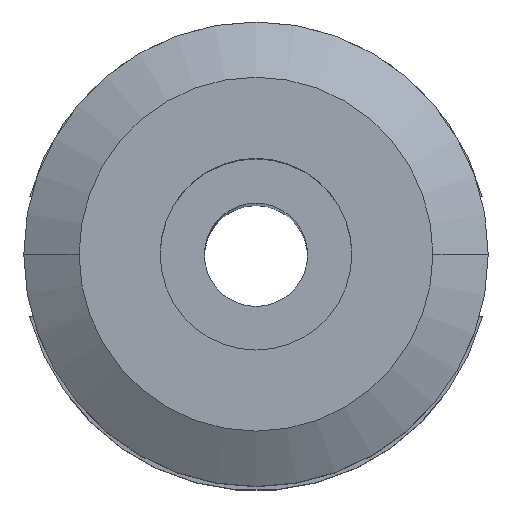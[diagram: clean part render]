
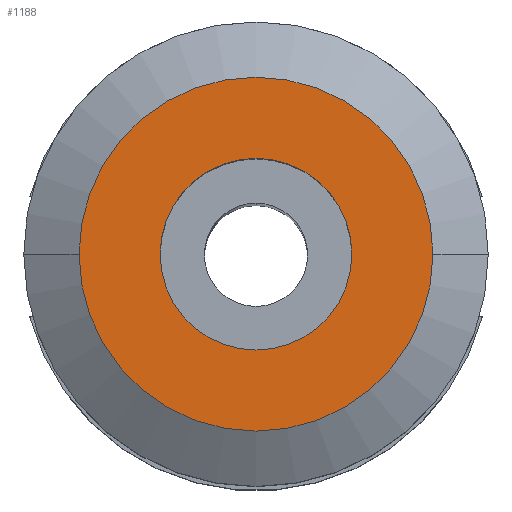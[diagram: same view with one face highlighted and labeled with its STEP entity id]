
A CAD part, top view. The second image highlights one B-rep face of the part: STEP entity #1188.
In plain terms, the highlighted planar face has unit normal (0, 0, 1).
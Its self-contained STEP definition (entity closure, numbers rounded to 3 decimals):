
#69 = VERTEX_POINT ( 'NONE', #109 ) ;
#106 = CIRCLE ( 'NONE', #1643, 13. ) ;
#109 = CARTESIAN_POINT ( 'NONE',  ( -24., 0., 203.2 ) ) ;
#131 = DIRECTION ( 'NONE',  ( -1., 0., 0. ) ) ;
#206 = DIRECTION ( 'NONE',  ( 0., 0., 1. ) ) ;
#236 = DIRECTION ( 'NONE',  ( 0., 0., 1. ) ) ;
#324 = DIRECTION ( 'NONE',  ( -1., 0., 0. ) ) ;
#443 = ORIENTED_EDGE ( 'NONE', *, *, #1368, .F. ) ;
#467 = VERTEX_POINT ( 'NONE', #824 ) ;
#495 = AXIS2_PLACEMENT_3D ( 'NONE', #788, #1604, #324 ) ;
#547 = CARTESIAN_POINT ( 'NONE',  ( 0., 0., 203.2 ) ) ;
#666 = ORIENTED_EDGE ( 'NONE', *, *, #1239, .F. ) ;
#774 = AXIS2_PLACEMENT_3D ( 'NONE', #1629, #1654, #131 ) ;
#788 = CARTESIAN_POINT ( 'NONE',  ( 0., 0., 203.2 ) ) ;
#791 = CIRCLE ( 'NONE', #774, 24. ) ;
#813 = DIRECTION ( 'NONE',  ( 0., 0., 1. ) ) ;
#824 = CARTESIAN_POINT ( 'NONE',  ( 13., 0., 203.2 ) ) ;
#857 = VERTEX_POINT ( 'NONE', #1485 ) ;
#869 = FACE_OUTER_BOUND ( 'NONE', #937, .T. ) ;
#884 = PLANE ( 'NONE',  #993 ) ;
#894 = CARTESIAN_POINT ( 'NONE',  ( -13., 0., 203.2 ) ) ;
#926 = CARTESIAN_POINT ( 'NONE',  ( 0., 0., 203.2 ) ) ;
#937 = EDGE_LOOP ( 'NONE', ( #1564, #1403 ) ) ;
#993 = AXIS2_PLACEMENT_3D ( 'NONE', #1303, #206, #1032 ) ;
#1032 = DIRECTION ( 'NONE',  ( 1., 0., 0. ) ) ;
#1079 = DIRECTION ( 'NONE',  ( 1., 0., 0. ) ) ;
#1116 = VERTEX_POINT ( 'NONE', #894 ) ;
#1188 = ADVANCED_FACE ( 'NONE', ( #1484, #869 ), #884, .T. ) ;
#1239 = EDGE_CURVE ( 'NONE', #467, #1116, #1294, .T. ) ;
#1294 = CIRCLE ( 'NONE', #1379, 13. ) ;
#1303 = CARTESIAN_POINT ( 'NONE',  ( 0., 24., 203.2 ) ) ;
#1338 = EDGE_CURVE ( 'NONE', #857, #69, #791, .T. ) ;
#1368 = EDGE_CURVE ( 'NONE', #1116, #467, #106, .T. ) ;
#1379 = AXIS2_PLACEMENT_3D ( 'NONE', #926, #236, #1606 ) ;
#1403 = ORIENTED_EDGE ( 'NONE', *, *, #1338, .F. ) ;
#1484 = FACE_BOUND ( 'NONE', #1489, .T. ) ;
#1485 = CARTESIAN_POINT ( 'NONE',  ( 24., 0., 203.2 ) ) ;
#1489 = EDGE_LOOP ( 'NONE', ( #666, #443 ) ) ;
#1541 = EDGE_CURVE ( 'NONE', #69, #857, #1565, .T. ) ;
#1564 = ORIENTED_EDGE ( 'NONE', *, *, #1541, .F. ) ;
#1565 = CIRCLE ( 'NONE', #495, 24. ) ;
#1604 = DIRECTION ( 'NONE',  ( 0., 0., -1. ) ) ;
#1606 = DIRECTION ( 'NONE',  ( 1., 0., 0. ) ) ;
#1629 = CARTESIAN_POINT ( 'NONE',  ( 0., 0., 203.2 ) ) ;
#1643 = AXIS2_PLACEMENT_3D ( 'NONE', #547, #813, #1079 ) ;
#1654 = DIRECTION ( 'NONE',  ( 0., 0., -1. ) ) ;
